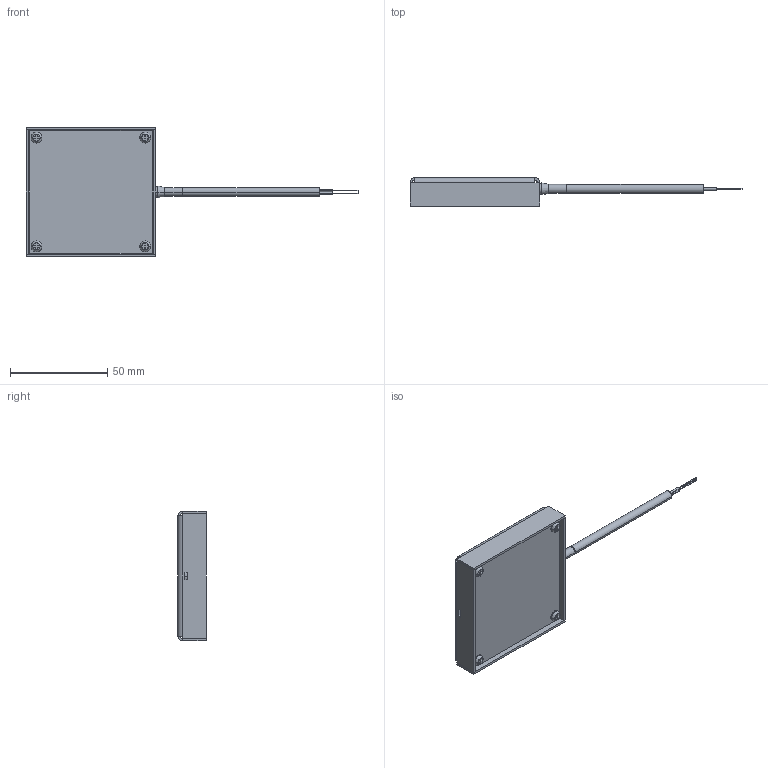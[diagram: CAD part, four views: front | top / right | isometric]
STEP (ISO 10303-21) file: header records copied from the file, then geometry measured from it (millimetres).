
FILE_DESCRIPTION((''),'2;1');
FILE_NAME('192826_ASM','2016-01-21T',('pdmadmin'),(''),'PRO/ENGINEER BY PARAMETRIC TECHNOLOGY CORPORATION, 2013230','PRO/ENGINEER BY PARAMETRIC TECHNOLOGY CORPORATION, 2013230','');
FILE_SCHEMA(('CONFIG_CONTROL_DESIGN'));
Length unit declared in the file: inch
Products named in the file (12): 121266; PEM_STUD_4-40-6; S-0420-0; 121266_ASM; 57225; 121267; 121268; 51852; 60420; 60420_AND_CABLE_ASM; 52923_AF0; 192826_ASM
Assembly tree (23 placements, depth 3):
  192826_ASM
    121266_ASM
      121266
      PEM_STUD_4-40-6  x4
      S-0420-0
    57225  x4
    121267  x4
    121268
    51852  x4
    60420_AND_CABLE_ASM
      60420
    52923_AF0
Bounding box: 170.68 x 14.61 x 66.7 mm (x, y, z)
Volume: 17873.4 mm3; surface area: 28449.4 mm2
Topology: 21 solids, 21 shells, 496 faces, 1196 edges, 772 vertices
Faces by surface type: cylinder 222, plane 206, bspline 40, cone 20, torus 8
Entity records: 10659 total; most frequent: CARTESIAN_POINT 4676, DIRECTION 1239, ORIENTED_EDGE 1132, EDGE_CURVE 566, AXIS2_PLACEMENT_3D 466, VERTEX_POINT 361, VECTOR 307, LINE 307
